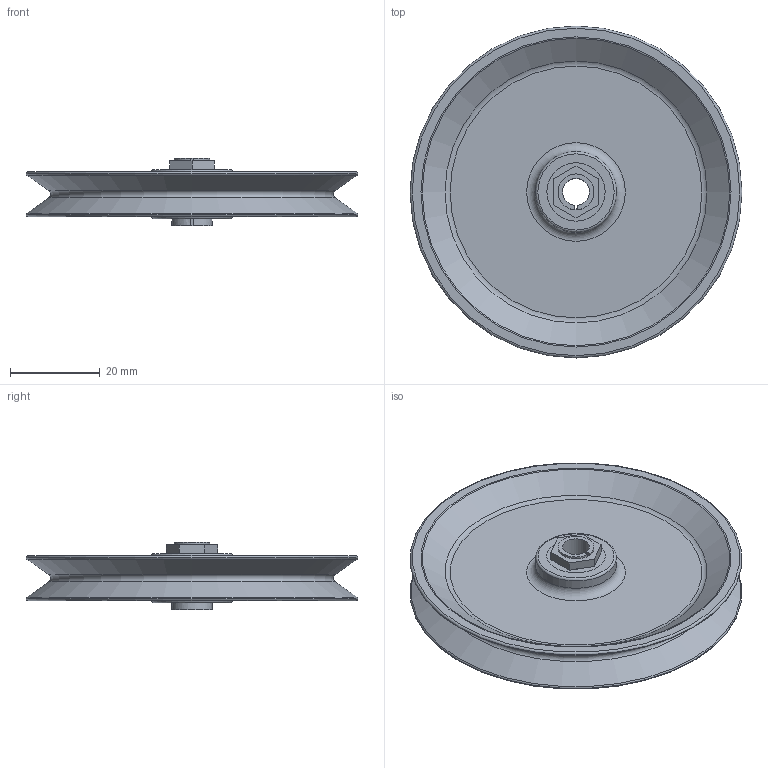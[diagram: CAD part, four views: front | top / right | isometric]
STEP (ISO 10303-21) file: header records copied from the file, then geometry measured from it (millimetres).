
FILE_DESCRIPTION(/* description */ (''),/* implementation_level */ '2;1');
FILE_NAME(/* name */ 'PNA063V070KS-E.stp',/* time_stamp */ '2024-04-17T11:34:35+02:00',/* author */ ('moritz.michaelis'),/* organization */ (''),/* preprocessor_version */ 'ST-DEVELOPER v20',/* originating_system */ 'Autodesk Inventor 2024',/* authorisation */ '');
FILE_SCHEMA (('CONFIG_CONTROL_DESIGN'));
Length unit declared in the file: millimetre
Products named in the file (7): Baugruppe1; NW063; 61510600; 61510600_1; 61510600_2; 61510600_3; Hüllse 13-10
Assembly tree (6 placements, depth 3):
  Baugruppe1
    NW063
    61510600
      61510600_1
      61510600_2
      61510600_3
    Hüllse 13-10
Bounding box: 73.99 x 73.99 x 15 mm (x, y, z)
Volume: 14257.1 mm3; surface area: 15456 mm2
Topology: 5 solids, 5 shells, 55 faces, 107 edges, 66 vertices
Faces by surface type: plane 25, torus 13, cylinder 9, cone 8
Full cylindrical faces by diameter (mm): 7.459 x1, 10 x1, 13 x2, 18 x2
Entity records: 1694 total; most frequent: DIRECTION 298, CARTESIAN_POINT 245, ORIENTED_EDGE 214, AXIS2_PLACEMENT_3D 125, EDGE_CURVE 107, VERTEX_POINT 66, EDGE_LOOP 65, CIRCLE 57
